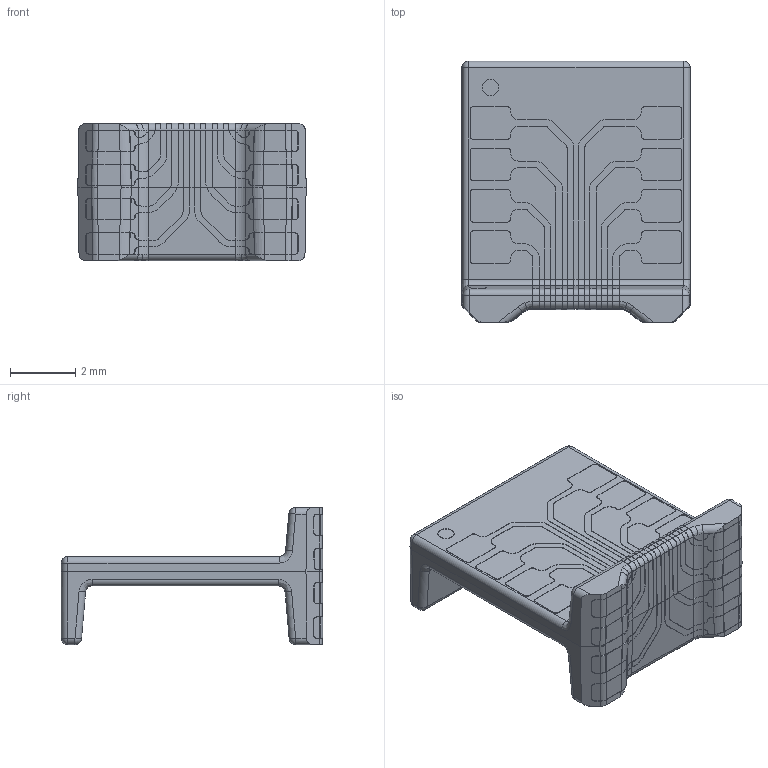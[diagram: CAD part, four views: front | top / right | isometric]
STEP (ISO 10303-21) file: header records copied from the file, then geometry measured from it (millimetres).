
FILE_DESCRIPTION (( 'STEP AP214' ), '1' );
FILE_NAME ('20220221_78010300004.STEP', '2022-02-21T09:16:02', ( '' ), ( '' ), 'SwSTEP 2.0', 'SolidWorks 2021', '' );
FILE_SCHEMA (( 'AUTOMOTIVE_DESIGN' ));
Length unit declared in the file: millimetre
Products named in the file (3): 78010300004-M; Carrier_BT807042 Bauteiltraeger 8-SIOC; 20220221_78010300004
Assembly tree (2 placements, depth 2):
  20220221_78010300004
    Carrier_BT807042 Bauteiltraeger 8-SIOC
    78010300004-M
Bounding box: 7 x 8.01 x 4.21 mm (x, y, z)
Volume: 76 mm3; surface area: 270.7 mm2
Topology: 11 solids, 11 shells, 749 faces, 1915 edges, 1184 vertices
Faces by surface type: plane 329, cylinder 224, bspline 186, sphere 10
Entity records: 24785 total; most frequent: CARTESIAN_POINT 8319, ORIENTED_EDGE 3822, DIRECTION 2875, EDGE_CURVE 1911, VERTEX_POINT 1184, LINE 1111, VECTOR 1111, AXIS2_PLACEMENT_3D 882
